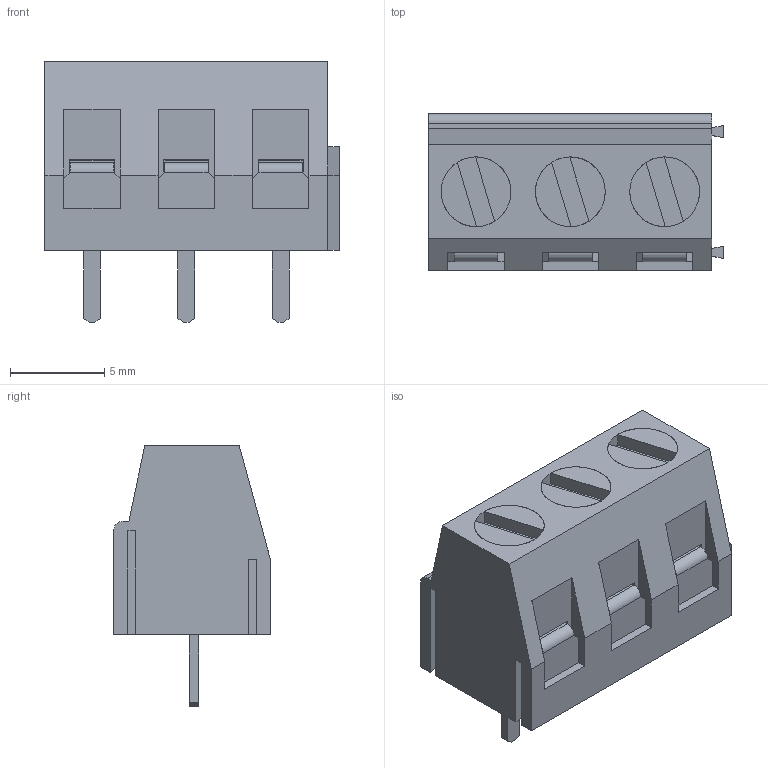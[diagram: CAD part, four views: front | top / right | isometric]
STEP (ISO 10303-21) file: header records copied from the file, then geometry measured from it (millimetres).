
FILE_DESCRIPTION( ( 'Unknown' ), '1' );
FILE_NAME( '691213710003.stp', 'Unknown', ( 'Quentin LAIDEBEUR' ), ( 'WE' ), 'PSStep 15.0.49', 'Sample-box', ' ' );
FILE_SCHEMA( ( 'AUTOMOTIVE_DESIGN { 1 0 10303 214 1 1 1 1 }' ) );
Length unit declared in the file: millimetre
Products named in the file (5): Assem1; 691213710003; 6912137100xx_MASS; 6912137100xx_VIS; 6912137100xx_PIN
Assembly tree (10 placements, depth 2):
  Assem1
    691213710003
    6912137100xx_MASS  x3
    6912137100xx_VIS  x3
    6912137100xx_PIN  x3
Bounding box: 15.6 x 8.3 x 13.8 mm (x, y, z)
Volume: 765.6 mm3; surface area: 2115.2 mm2
Topology: 10 solids, 10 shells, 263 faces, 711 edges, 465 vertices
Faces by surface type: plane 229, cylinder 34
Full cylindrical faces by diameter (mm): 2.8 x6, 3 x3, 3.7 x6
Entity records: 6533 total; most frequent: CARTESIAN_POINT 915, ORIENTED_EDGE 890, DIRECTION 825, EDGE_CURVE 445, LINE 409, VECTOR 409, VERTEX_POINT 298, AXIS2_PLACEMENT_3D 208
